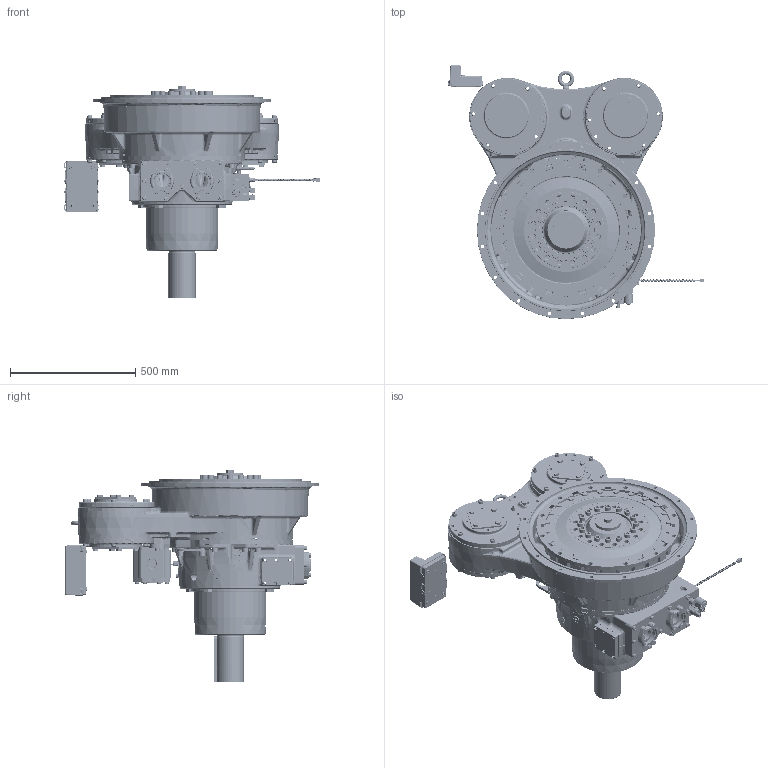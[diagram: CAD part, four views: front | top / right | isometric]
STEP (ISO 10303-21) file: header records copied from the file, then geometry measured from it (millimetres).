
FILE_DESCRIPTION (( 'STEP AP214' ), '1' );
FILE_NAME ('1027950K.step', '2021-06-26T07:30:23', ( 'TDI' ), ( 'Twin Disc Inc' ), 'SwSTEP 2.0', 'SolidWorks 2019', '' );
FILE_SCHEMA (( 'AUTOMOTIVE_DESIGN' ));
Length unit declared in the file: millimetre
Products named in the file (1): 1027950K
Bounding box: 1020.31 x 1015.45 x 848.86 mm (x, y, z)
Surface area: 4762755.4 mm2 (no closed solid volume)
Topology: 0 solids, 817 shells, 6775 faces, 32015 edges, 25509 vertices
Faces by surface type: plane 2826, cylinder 1858, bspline 865, torus 541, cone 531, sphere 154
Entity records: 534473 total; most frequent: CARTESIAN_POINT 224014, ORIENTED_EDGE 44032, DIRECTION 43363, EDGE_CURVE 31853, VERTEX_POINT 25450, LINE 15635, VECTOR 15635, AXIS2_PLACEMENT_3D 13864
